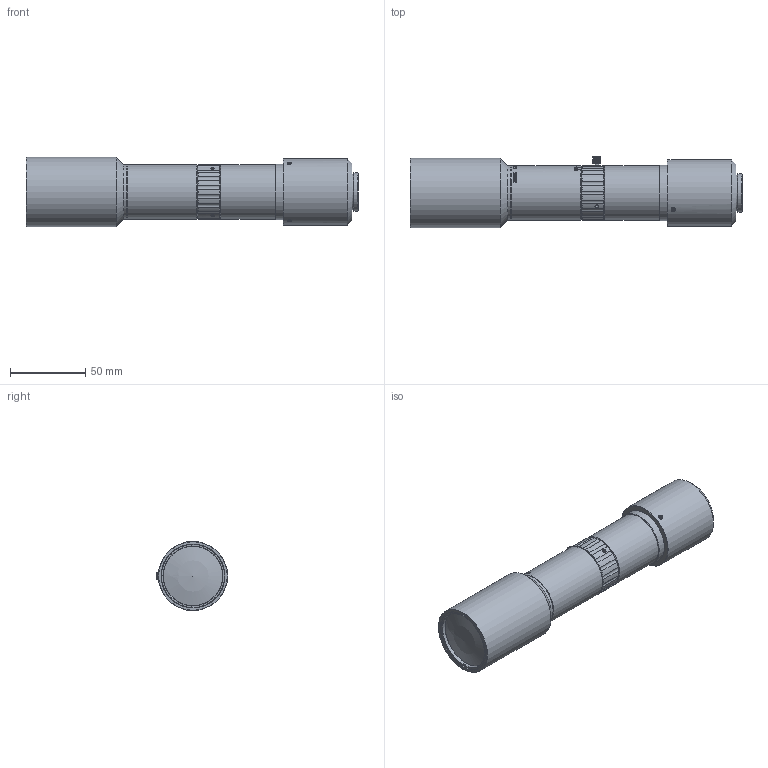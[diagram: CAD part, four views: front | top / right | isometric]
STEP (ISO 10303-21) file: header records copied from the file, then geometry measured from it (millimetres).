
FILE_DESCRIPTION(/* description */ (''),/* implementation_level */ '2;1');
FILE_NAME(/* name */ 'TL100180J-外形.stp',/* time_stamp */ '2022-08-18T11:12:55+08:00',/* author */ (''),/* organization */ (''),/* preprocessor_version */ 'ST-DEVELOPER v16',/* originating_system */ 'SIEMENS PLM Software NX 10.0',/* authorisation */ '');
FILE_SCHEMA (('AUTOMOTIVE_DESIGN { 1 0 10303 214 3 1 1 1 }'));
Length unit declared in the file: millimetre
Products named in the file (1): FLY159073D5sjhn
Bounding box: 220.75 x 47.3 x 46 mm (x, y, z)
Volume: 140816.2 mm3; surface area: 72461 mm2
Topology: 13 solids, 13 shells, 842 faces, 2011 edges, 1311 vertices
Faces by surface type: plane 384, cylinder 215, cone 128, extrusion 97, bspline 14, sphere 4
Full cylindrical faces by diameter (mm): 2.05 x3, 2.5 x4, 13.6 x1, 14.2 x1, 14.8 x1, 15.4 x1, 16 x2, 16.6 x1, 17.2 x1, 17.8 x1, 18 x1, 18.4 x1, 19 x2, 19.6 x1, 20.2 x1, 20.8 x2, 21.2 x2, 21.8 x2, 22.4 x1, 23 x2, 23.5 x1, 23.6 x1, 24 x3, 24.2 x1, 24.6 x3, 24.8 x1, 25 x1, 25.4 x3, 25.6 x2, 26 x1
Entity records: 35146 total; most frequent: CARTESIAN_POINT 16722, ORIENTED_EDGE 3588, DIRECTION 3383, EDGE_CURVE 1794, AXIS2_PLACEMENT_3D 1293, VERTEX_POINT 1275, EDGE_LOOP 1165, ADVANCED_FACE 841
